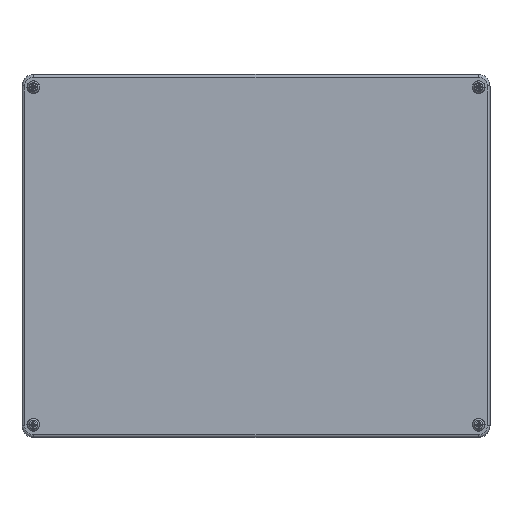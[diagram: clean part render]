
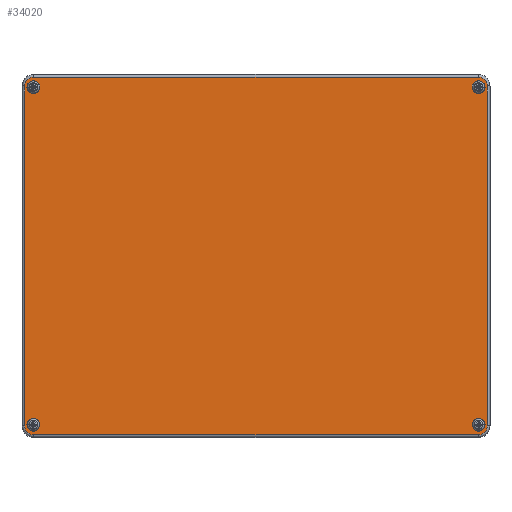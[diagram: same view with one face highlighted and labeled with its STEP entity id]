
A CAD part, top view. The second image highlights one B-rep face of the part: STEP entity #34020.
In plain terms, the highlighted face is planar.
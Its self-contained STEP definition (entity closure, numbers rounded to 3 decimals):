
#33599=CARTESIAN_POINT('',(-198.668,-146.,-21.0));
#33600=VERTEX_POINT('',#33599);
#33608=CARTESIAN_POINT('',(-191.0,-153.668,-21.0));
#33609=VERTEX_POINT('',#33608);
#33610=CARTESIAN_POINT('',(-191.0,-146.,-21.0));
#33611=DIRECTION('',(0.0,0.0,1.0));
#33612=DIRECTION('',(-0.707,-0.707,0.0));
#33613=AXIS2_PLACEMENT_3D('',#33610,#33611,#33612);
#33614=CIRCLE('',#33613,7.668);
#33615=EDGE_CURVE('',#33600,#33609,#33614,.T.);
#33641=CARTESIAN_POINT('',(191.0,-153.668,-21.0));
#33642=VERTEX_POINT('',#33641);
#33659=CARTESIAN_POINT('',(-191.0,-153.668,-21.0));
#33660=DIRECTION('',(1.0,0.0,0.0));
#33661=VECTOR('',#33660,382.0);
#33662=LINE('',#33659,#33661);
#33663=EDGE_CURVE('',#33609,#33642,#33662,.T.);
#33673=CARTESIAN_POINT('',(198.668,-146.,-21.0));
#33674=VERTEX_POINT('',#33673);
#33692=CARTESIAN_POINT('',(191.0,-146.,-21.0));
#33693=DIRECTION('',(0.0,0.0,1.0));
#33694=DIRECTION('',(0.707,-0.707,0.0));
#33695=AXIS2_PLACEMENT_3D('',#33692,#33693,#33694);
#33696=CIRCLE('',#33695,7.668);
#33697=EDGE_CURVE('',#33642,#33674,#33696,.T.);
#33707=CARTESIAN_POINT('',(198.668,146.0,-21.0));
#33708=VERTEX_POINT('',#33707);
#33725=CARTESIAN_POINT('',(198.668,-146.,-21.0));
#33726=DIRECTION('',(0.0,1.0,0.0));
#33727=VECTOR('',#33726,292.);
#33728=LINE('',#33725,#33727);
#33729=EDGE_CURVE('',#33674,#33708,#33728,.T.);
#33739=CARTESIAN_POINT('',(191.0,153.668,-21.0));
#33740=VERTEX_POINT('',#33739);
#33758=CARTESIAN_POINT('',(191.0,146.,-21.0));
#33759=DIRECTION('',(0.0,0.0,1.0));
#33760=DIRECTION('',(0.707,0.707,0.0));
#33761=AXIS2_PLACEMENT_3D('',#33758,#33759,#33760);
#33762=CIRCLE('',#33761,7.668);
#33763=EDGE_CURVE('',#33708,#33740,#33762,.T.);
#33773=CARTESIAN_POINT('',(-191.0,153.668,-21.0));
#33774=VERTEX_POINT('',#33773);
#33791=CARTESIAN_POINT('',(191.0,153.668,-21.0));
#33792=DIRECTION('',(-1.0,0.0,0.0));
#33793=VECTOR('',#33792,382.0);
#33794=LINE('',#33791,#33793);
#33795=EDGE_CURVE('',#33740,#33774,#33794,.T.);
#33805=CARTESIAN_POINT('',(-198.668,146.,-21.0));
#33806=VERTEX_POINT('',#33805);
#33824=CARTESIAN_POINT('',(-191.0,146.,-21.0));
#33825=DIRECTION('',(0.0,0.0,1.0));
#33826=DIRECTION('',(-0.707,0.707,0.0));
#33827=AXIS2_PLACEMENT_3D('',#33824,#33825,#33826);
#33828=CIRCLE('',#33827,7.668);
#33829=EDGE_CURVE('',#33774,#33806,#33828,.T.);
#33847=CARTESIAN_POINT('',(-198.668,146.,-21.0));
#33848=DIRECTION('',(0.0,-1.0,0.0));
#33849=VECTOR('',#33848,292.);
#33850=LINE('',#33847,#33849);
#33851=EDGE_CURVE('',#33806,#33600,#33850,.T.);
#33961=CARTESIAN_POINT('',(0.0,0.,-21.0));
#33962=DIRECTION('',(0.0,0.0,1.0));
#33963=DIRECTION('',(1.0,0.0,0.0));
#33964=AXIS2_PLACEMENT_3D('',#33961,#33962,#33963);
#33965=PLANE('',#33964);
#33966=ORIENTED_EDGE('',*,*,#33615,.F.);
#33967=ORIENTED_EDGE('',*,*,#33851,.F.);
#33968=ORIENTED_EDGE('',*,*,#33829,.F.);
#33969=ORIENTED_EDGE('',*,*,#33795,.F.);
#33970=ORIENTED_EDGE('',*,*,#33763,.F.);
#33971=ORIENTED_EDGE('',*,*,#33729,.F.);
#33972=ORIENTED_EDGE('',*,*,#33697,.F.);
#33973=ORIENTED_EDGE('',*,*,#33663,.F.);
#33974=EDGE_LOOP('',(#33966,#33967,#33968,#33969,#33970,#33971,#33972,#33973));
#33975=FACE_OUTER_BOUND('',#33974,.T.);
#33976=CARTESIAN_POINT('',(185.75,145.0,-21.0));
#33977=VERTEX_POINT('',#33976);
#33978=CARTESIAN_POINT('',(191.25,145.0,-21.0));
#33979=DIRECTION('',(0.0,0.0,1.0));
#33980=DIRECTION('',(1.0,0.0,0.0));
#33981=AXIS2_PLACEMENT_3D('',#33978,#33979,#33980);
#33982=CIRCLE('',#33981,5.5);
#33983=EDGE_CURVE('',#33977,#33977,#33982,.T.);
#33984=ORIENTED_EDGE('',*,*,#33983,.T.);
#33985=EDGE_LOOP('',(#33984));
#33986=FACE_BOUND('',#33985,.T.);
#33987=CARTESIAN_POINT('',(-196.75,145.,-21.0));
#33988=VERTEX_POINT('',#33987);
#33989=CARTESIAN_POINT('',(-191.25,145.,-21.0));
#33990=DIRECTION('',(0.0,0.0,1.0));
#33991=DIRECTION('',(1.0,0.0,0.0));
#33992=AXIS2_PLACEMENT_3D('',#33989,#33990,#33991);
#33993=CIRCLE('',#33992,5.5);
#33994=EDGE_CURVE('',#33988,#33988,#33993,.T.);
#33995=ORIENTED_EDGE('',*,*,#33994,.T.);
#33996=EDGE_LOOP('',(#33995));
#33997=FACE_BOUND('',#33996,.T.);
#33998=CARTESIAN_POINT('',(-196.75,-145.,-21.0));
#33999=VERTEX_POINT('',#33998);
#34000=CARTESIAN_POINT('',(-191.25,-145.,-21.0));
#34001=DIRECTION('',(0.0,0.0,1.0));
#34002=DIRECTION('',(1.0,0.0,0.0));
#34003=AXIS2_PLACEMENT_3D('',#34000,#34001,#34002);
#34004=CIRCLE('',#34003,5.5);
#34005=EDGE_CURVE('',#33999,#33999,#34004,.T.);
#34006=ORIENTED_EDGE('',*,*,#34005,.T.);
#34007=EDGE_LOOP('',(#34006));
#34008=FACE_BOUND('',#34007,.T.);
#34009=CARTESIAN_POINT('',(185.75,-145.0,-21.0));
#34010=VERTEX_POINT('',#34009);
#34011=CARTESIAN_POINT('',(191.25,-145.0,-21.0));
#34012=DIRECTION('',(0.0,0.0,1.0));
#34013=DIRECTION('',(1.0,0.0,0.0));
#34014=AXIS2_PLACEMENT_3D('',#34011,#34012,#34013);
#34015=CIRCLE('',#34014,5.5);
#34016=EDGE_CURVE('',#34010,#34010,#34015,.T.);
#34017=ORIENTED_EDGE('',*,*,#34016,.T.);
#34018=EDGE_LOOP('',(#34017));
#34019=FACE_BOUND('',#34018,.T.);
#34020=ADVANCED_FACE('',(#33975,#33986,#33997,#34008,#34019),#33965,.F.);
